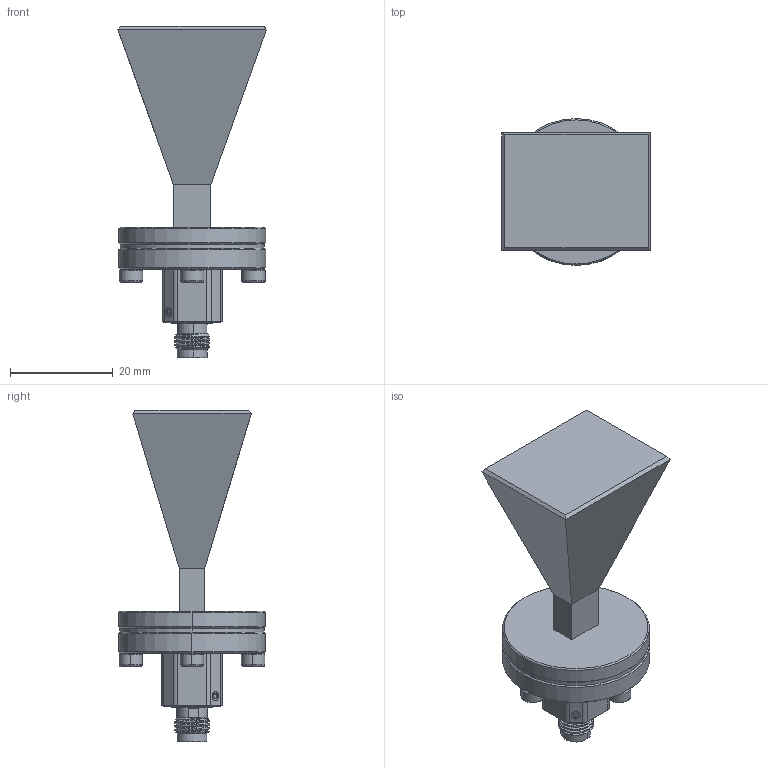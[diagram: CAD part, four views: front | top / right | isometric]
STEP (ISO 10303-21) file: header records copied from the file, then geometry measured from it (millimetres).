
FILE_DESCRIPTION (( 'STEP AP203' ), '1' );
FILE_NAME ('AR-UC1-E.STEP', '2025-12-08T18:07:13', ( '' ), ( '' ), 'SwSTEP 2.0', 'SolidWorks 2021', '' );
FILE_SCHEMA (( 'CONFIG_CONTROL_DESIGN' ));
Length unit declared in the file: inch
Products named in the file (1): AR-UC1-E
Bounding box: 28.88 x 28.57 x 64.48 mm (x, y, z)
Volume: 16059.4 mm3; surface area: 5745.8 mm2
Topology: 1 solids, 1 shells, 203 faces, 460 edges, 276 vertices
Faces by surface type: plane 81, cylinder 70, cone 42, torus 8, bspline 2
Entity records: 6325 total; most frequent: CARTESIAN_POINT 1825, ORIENTED_EDGE 920, DIRECTION 918, EDGE_CURVE 460, AXIS2_PLACEMENT_3D 325, VERTEX_POINT 276, VECTOR 268, LINE 268
